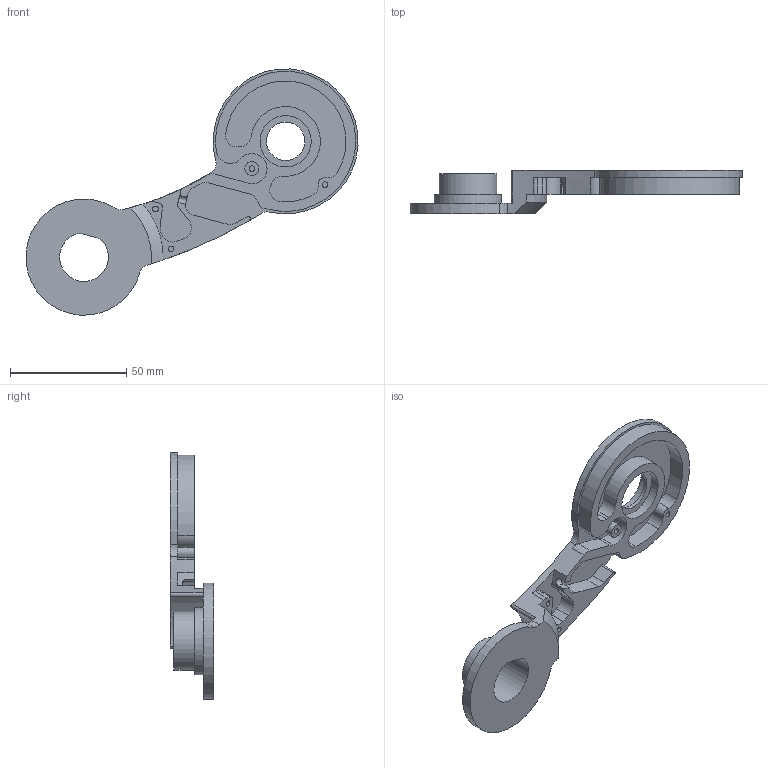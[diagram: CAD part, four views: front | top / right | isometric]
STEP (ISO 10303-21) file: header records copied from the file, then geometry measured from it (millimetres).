
FILE_DESCRIPTION(/* description */ (''),/* implementation_level */ '2;1');
FILE_NAME(/* name */ 'Right Arm Short.step',/* time_stamp */ '2024-08-27T08:49:23-07:00',/* author */ (''),/* organization */ (''),/* preprocessor_version */ 'ST-DEVELOPER v20',/* originating_system */ 'Autodesk Translation Framework v12.14.0.127',/* authorisation */ '');
FILE_SCHEMA (('AUTOMOTIVE_DESIGN { 1 0 10303 214 3 1 1 }'));
Length unit declared in the file: millimetre
Products named in the file (1): Short Arm R v1
Bounding box: 142.86 x 18.69 x 105.88 mm (x, y, z)
Volume: 36429.9 mm3; surface area: 21321 mm2
Topology: 1 solids, 1 shells, 92 faces, 240 edges, 160 vertices
Faces by surface type: cylinder 57, plane 34, cone 1
Full cylindrical faces by diameter (mm): 2.4 x4, 6 x1, 16.5 x1, 22.05 x2, 24.95 x1, 29.042 x1
Entity records: 2940 total; most frequent: DIRECTION 546, CARTESIAN_POINT 504, ORIENTED_EDGE 480, EDGE_CURVE 240, AXIS2_PLACEMENT_3D 216, VERTEX_POINT 160, CIRCLE 122, LINE 114
